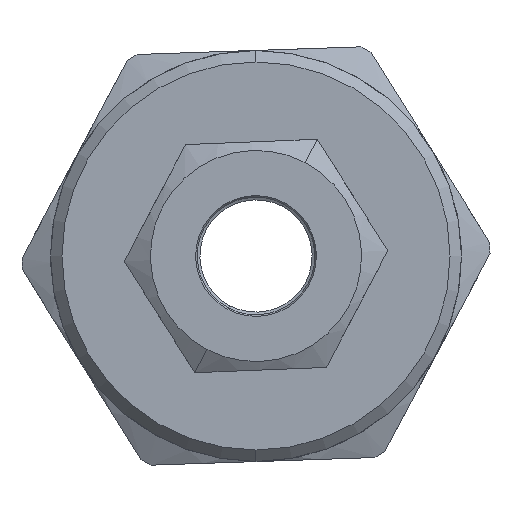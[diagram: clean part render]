
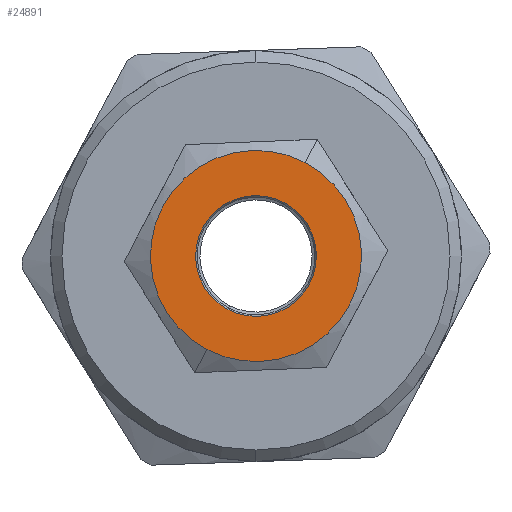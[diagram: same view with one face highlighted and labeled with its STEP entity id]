
A CAD part, left-side view. The second image highlights one B-rep face of the part: STEP entity #24891.
In plain terms, the highlighted face is planar.
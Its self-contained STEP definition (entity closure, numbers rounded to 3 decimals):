
#1180 = AXIS2_PLACEMENT_3D ( 'NONE', #29260, #13432, #31947 ) ;
#2711 = AXIS2_PLACEMENT_3D ( 'NONE', #29328, #13501, #32012 ) ;
#2931 = EDGE_CURVE ( 'NONE', #8018, #32008, #23561, .T. ) ;
#4417 = DIRECTION ( 'NONE',  ( 0., 0., 1. ) ) ;
#4556 = CIRCLE ( 'NONE', #2711, 2.643 ) ;
#6268 = AXIS2_PLACEMENT_3D ( 'NONE', #33372, #4417, #22810 ) ;
#7389 = ORIENTED_EDGE ( 'NONE', *, *, #16970, .T. ) ;
#7693 = FACE_OUTER_BOUND ( 'NONE', #20619, .T. ) ;
#8018 = VERTEX_POINT ( 'NONE', #32414 ) ;
#9566 = CARTESIAN_POINT ( 'NONE',  ( 0., 0., -3.2 ) ) ;
#10793 = CARTESIAN_POINT ( 'NONE',  ( -2.643, 0., -3.2 ) ) ;
#10981 = FACE_BOUND ( 'NONE', #19605, .T. ) ;
#12198 = DIRECTION ( 'NONE',  ( 1., 0., 0. ) ) ;
#13432 = DIRECTION ( 'NONE',  ( 0., 0., -1. ) ) ;
#13501 = DIRECTION ( 'NONE',  ( 0., 0., 1. ) ) ;
#13569 = EDGE_CURVE ( 'NONE', #30807, #20753, #4556, .T. ) ;
#15475 = CARTESIAN_POINT ( 'NONE',  ( 0., 0., -3.2 ) ) ;
#16970 = EDGE_CURVE ( 'NONE', #32008, #8018, #23469, .T. ) ;
#18130 = DIRECTION ( 'NONE',  ( -1., 0., 0. ) ) ;
#19605 = EDGE_LOOP ( 'NONE', ( #29599, #19849 ) ) ;
#19797 = CARTESIAN_POINT ( 'NONE',  ( 2.643, 0., -3.2 ) ) ;
#19849 = ORIENTED_EDGE ( 'NONE', *, *, #24815, .T. ) ;
#20619 = EDGE_LOOP ( 'NONE', ( #7389, #27972 ) ) ;
#20753 = VERTEX_POINT ( 'NONE', #19797 ) ;
#22810 = DIRECTION ( 'NONE',  ( 1., 0., 0. ) ) ;
#23345 = CARTESIAN_POINT ( 'NONE',  ( 4.625, 0., -3.2 ) ) ;
#23469 = CIRCLE ( 'NONE', #1180, 4.625 ) ;
#23561 = CIRCLE ( 'NONE', #28632, 4.625 ) ;
#24815 = EDGE_CURVE ( 'NONE', #20753, #30807, #28746, .T. ) ;
#24891 = ADVANCED_FACE ( 'NONE', ( #10981, #7693 ), #27914, .F. ) ;
#27914 = PLANE ( 'NONE',  #6268 ) ;
#27972 = ORIENTED_EDGE ( 'NONE', *, *, #2931, .T. ) ;
#28027 = DIRECTION ( 'NONE',  ( 0., 0., 1. ) ) ;
#28632 = AXIS2_PLACEMENT_3D ( 'NONE', #15475, #34002, #18130 ) ;
#28746 = CIRCLE ( 'NONE', #33475, 2.643 ) ;
#29260 = CARTESIAN_POINT ( 'NONE',  ( 0., 0., -3.2 ) ) ;
#29328 = CARTESIAN_POINT ( 'NONE',  ( 0., 0., -3.2 ) ) ;
#29599 = ORIENTED_EDGE ( 'NONE', *, *, #13569, .T. ) ;
#30807 = VERTEX_POINT ( 'NONE', #10793 ) ;
#31947 = DIRECTION ( 'NONE',  ( -1., 0., 0. ) ) ;
#32008 = VERTEX_POINT ( 'NONE', #23345 ) ;
#32012 = DIRECTION ( 'NONE',  ( 1., 0., 0. ) ) ;
#32414 = CARTESIAN_POINT ( 'NONE',  ( -4.625, 0., -3.2 ) ) ;
#33372 = CARTESIAN_POINT ( 'NONE',  ( 2.887, -5., -3.2 ) ) ;
#33475 = AXIS2_PLACEMENT_3D ( 'NONE', #9566, #28027, #12198 ) ;
#34002 = DIRECTION ( 'NONE',  ( 0., 0., -1. ) ) ;
